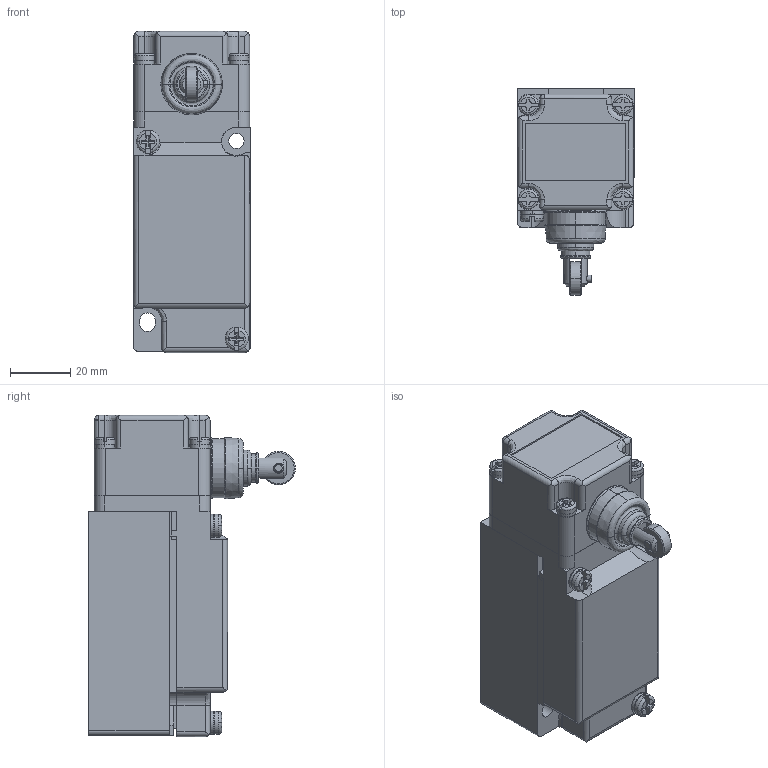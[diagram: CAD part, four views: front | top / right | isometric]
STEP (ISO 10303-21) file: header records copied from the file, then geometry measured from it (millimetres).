
FILE_DESCRIPTION (( 'STEP AP203' ), '1' );
FILE_NAME ('F25ASP3.STEP', '2016-07-20T13:00:00', ( 'Sam' ), ( 'Spade' ), 'SwSTEP 2.0', 'SolidWorks 2002296', '' );
FILE_SCHEMA (( 'CONFIG_CONTROL_DESIGN' ));
Length unit declared in the file: inch
Products named in the file (15): Imported29; Imported28; Imported27; Imported33; Imported32; Imported31; Imported30; Imported36; Imported35; Imported34; Imported38; Imported37; F25ASP3; Imported39; Imported26
Assembly tree (14 placements, depth 2):
  F25ASP3
    Imported35
    Imported34
    Imported39
    Imported36
    Imported37
    Imported29
    Imported26
    Imported32
    Imported38
    Imported27
    Imported30
    Imported33
    Imported28
    Imported31
Bounding box: 38.61 x 68.38 x 106.27 mm (x, y, z)
Volume: 167865.6 mm3; surface area: 45911.9 mm2
Topology: 14 solids, 14 shells, 633 faces, 1553 edges, 976 vertices
Faces by surface type: plane 237, cylinder 178, cone 157, bspline 61
Entity records: 21941 total; most frequent: CARTESIAN_POINT 5324, DIRECTION 3250, ORIENTED_EDGE 3106, EDGE_CURVE 1553, AXIS2_PLACEMENT_3D 1218, VERTEX_POINT 976, LINE 814, VECTOR 814
